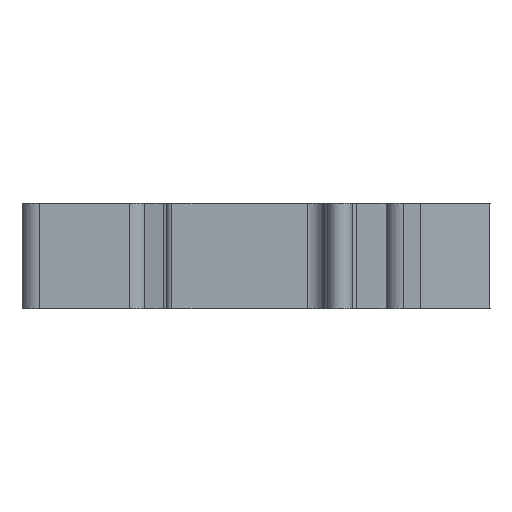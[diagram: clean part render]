
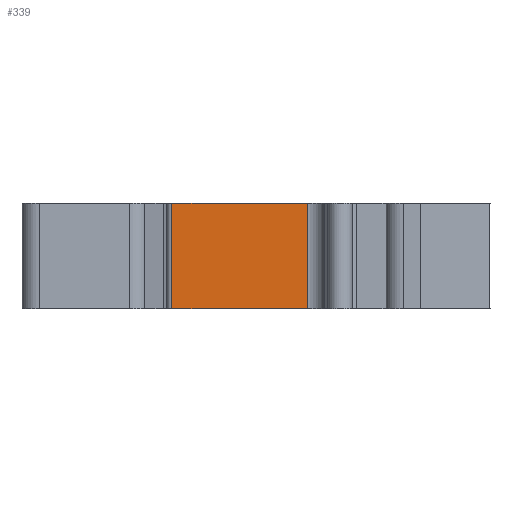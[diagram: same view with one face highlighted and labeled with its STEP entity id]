
A CAD part, front view. The second image highlights one B-rep face of the part: STEP entity #339.
In plain terms, the highlighted planar face has unit normal (0, -1, 0).
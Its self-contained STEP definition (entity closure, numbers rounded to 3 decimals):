
#339=ADVANCED_FACE('',(#720),#537,.T.);
#537=PLANE('',#4749);
#720=FACE_OUTER_BOUND('',#946,.T.);
#946=EDGE_LOOP('',(#1882,#1883,#1884,#1885));
#1882=ORIENTED_EDGE('',*,*,#3315,.T.);
#1883=ORIENTED_EDGE('',*,*,#3007,.F.);
#1884=ORIENTED_EDGE('',*,*,#3314,.F.);
#1885=ORIENTED_EDGE('',*,*,#2904,.T.);
#2472=VERTEX_POINT('',#6199);
#2473=VERTEX_POINT('',#6201);
#2573=VERTEX_POINT('',#6404);
#2574=VERTEX_POINT('',#6406);
#2904=EDGE_CURVE('',#2473,#2472,#3544,.T.);
#3007=EDGE_CURVE('',#2573,#2574,#3623,.T.);
#3314=EDGE_CURVE('',#2473,#2573,#3877,.T.);
#3315=EDGE_CURVE('',#2472,#2574,#3878,.T.);
#3544=LINE('',#6200,#4062);
#3623=LINE('',#6405,#4141);
#3877=LINE('',#7039,#4395);
#3878=LINE('',#7041,#4396);
#4062=VECTOR('',#4960,1.);
#4141=VECTOR('',#5089,1.);
#4395=VECTOR('',#5659,1.);
#4396=VECTOR('',#5662,1.);
#4749=AXIS2_PLACEMENT_3D('',#7042,#5663,#5664);
#4960=DIRECTION('',(1.,0.,0.));
#5089=DIRECTION('',(1.,0.,0.));
#5659=DIRECTION('',(0.,0.,1.));
#5662=DIRECTION('',(0.,0.,1.));
#5663=DIRECTION('',(0.,-1.,0.));
#5664=DIRECTION('',(0.,0.,-1.));
#6199=CARTESIAN_POINT('',(2.961,-29.5,-0.15));
#6200=CARTESIAN_POINT('',(-4.849,-29.5,-0.15));
#6201=CARTESIAN_POINT('',(-4.849,-29.5,-0.15));
#6404=CARTESIAN_POINT('',(-4.849,-29.5,5.95));
#6405=CARTESIAN_POINT('',(-4.849,-29.5,5.95));
#6406=CARTESIAN_POINT('',(2.961,-29.5,5.95));
#7039=CARTESIAN_POINT('',(-4.849,-29.5,-0.15));
#7041=CARTESIAN_POINT('',(2.961,-29.5,-0.15));
#7042=CARTESIAN_POINT('',(-4.849,-29.5,-0.15));
